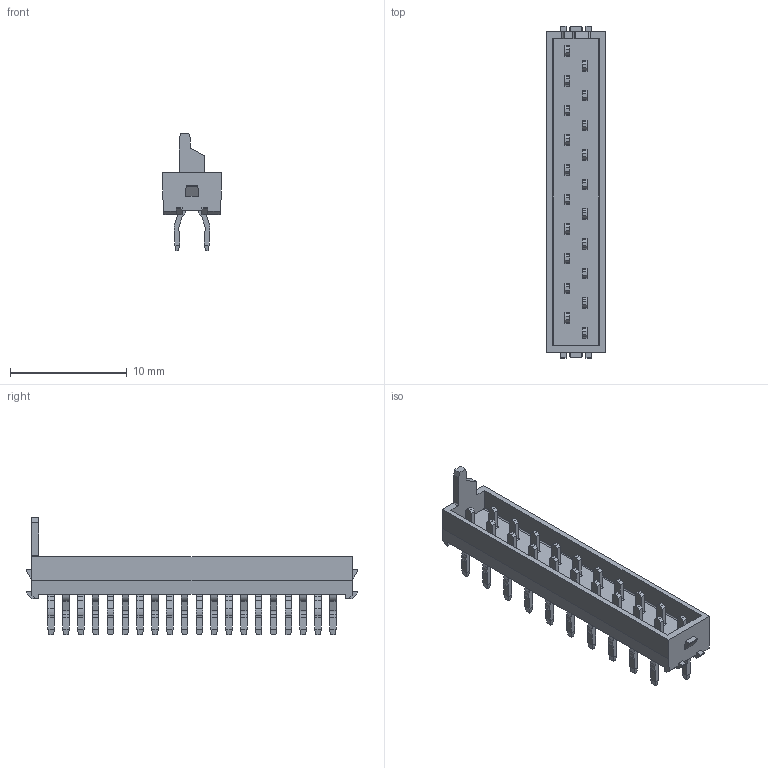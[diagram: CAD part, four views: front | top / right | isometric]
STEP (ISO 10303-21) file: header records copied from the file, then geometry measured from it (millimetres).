
FILE_DESCRIPTION(/* description */ ('Unknown'),/* implementation_level */ '2;1');
FILE_NAME(/* name */ 'J_Wurth_WR-MM_690357102072',/* time_stamp */ '2025-05-06T15:29:46+08:00',/* author */ ('Unknown'),/* organization */ ('Unknown'),/* preprocessor_version */ 'ST-DEVELOPER v19.4',/* originating_system */ 'Solid Edge',/* authorisation */ 'Unknown');
FILE_SCHEMA (('AUTOMOTIVE_DESIGN {1 0 10303 214 3 1 1}'));
Length unit declared in the file: millimetre
Products named in the file (2): J_Wurth_WR-MM_690357102072
Assembly tree (1 placements, depth 2):
  J_Wurth_WR-MM_690357102072
    J_Wurth_WR-MM_690357102072
Bounding box: 5 x 28.43 x 10.1 mm (x, y, z)
Volume: 263.6 mm3; surface area: 839.2 mm2
Topology: 1 solids, 41 shells, 988 faces, 2392 edges, 1568 vertices
Faces by surface type: plane 702, cylinder 286
Entity records: 35567 total; most frequent: CARTESIAN_POINT 4950, DIRECTION 4944, ORIENTED_EDGE 4784, EDGE_CURVE 2392, LINE 1820, VECTOR 1820, VERTEX_POINT 1568, AXIS2_PLACEMENT_3D 1562
